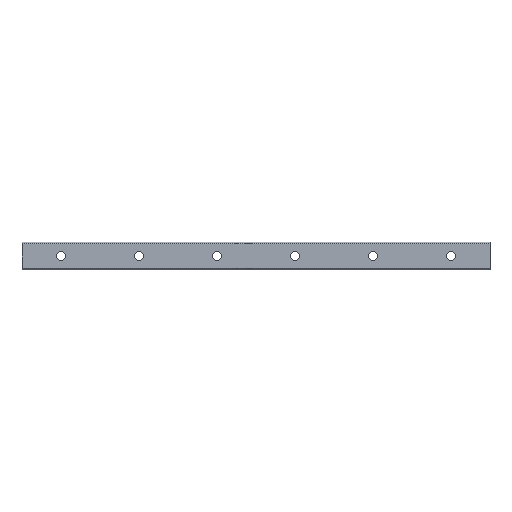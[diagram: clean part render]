
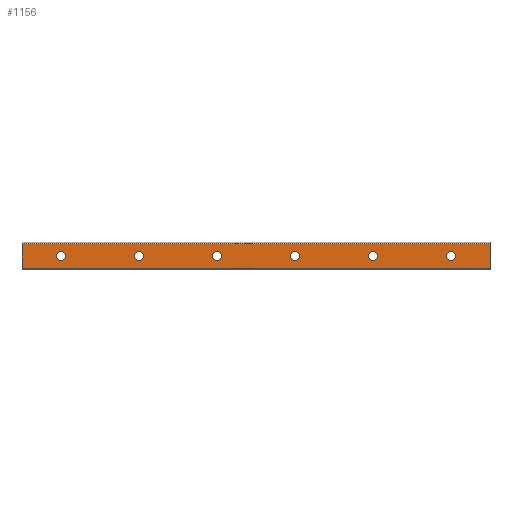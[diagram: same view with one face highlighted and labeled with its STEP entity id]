
A CAD part, front view. The second image highlights one B-rep face of the part: STEP entity #1156.
In plain terms, the highlighted planar face has unit normal (0, -1, 0).
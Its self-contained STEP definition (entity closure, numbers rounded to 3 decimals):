
#5 = VERTEX_POINT ( 'NONE', #260 ) ;
#16 = EDGE_CURVE ( 'NONE', #5, #1922, #841, .T. ) ;
#18 = LINE ( 'NONE', #314, #2208 ) ;
#38 = DIRECTION ( 'NONE',  ( 0., -1., 0. ) ) ;
#77 = EDGE_LOOP ( 'NONE', ( #1171, #1291 ) ) ;
#79 = CARTESIAN_POINT ( 'NONE',  ( -40., 0., 12.5 ) ) ;
#104 = CARTESIAN_POINT ( 'NONE',  ( 80., 0., 4.5 ) ) ;
#105 = VERTEX_POINT ( 'NONE', #1028 ) ;
#109 = ORIENTED_EDGE ( 'NONE', *, *, #1811, .F. ) ;
#122 = AXIS2_PLACEMENT_3D ( 'NONE', #1149, #292, #419 ) ;
#147 = LINE ( 'NONE', #969, #408 ) ;
#157 = DIRECTION ( 'NONE',  ( 0., 0., 1. ) ) ;
#162 = AXIS2_PLACEMENT_3D ( 'NONE', #409, #1232, #1409 ) ;
#167 = CARTESIAN_POINT ( 'NONE',  ( 240., 0., 4.5 ) ) ;
#181 = CARTESIAN_POINT ( 'NONE',  ( 400., 0., 0. ) ) ;
#191 = CARTESIAN_POINT ( 'NONE',  ( 440., 0., 12.5 ) ) ;
#193 = AXIS2_PLACEMENT_3D ( 'NONE', #181, #38, #1053 ) ;
#229 = VECTOR ( 'NONE', #1915, 1000. ) ;
#231 = CIRCLE ( 'NONE', #2171, 4.5 ) ;
#239 = AXIS2_PLACEMENT_3D ( 'NONE', #996, #824, #1157 ) ;
#246 = EDGE_CURVE ( 'NONE', #551, #2010, #1015, .T. ) ;
#260 = CARTESIAN_POINT ( 'NONE',  ( 320., 0., -4.5 ) ) ;
#283 = CARTESIAN_POINT ( 'NONE',  ( 320., 0., 0. ) ) ;
#292 = DIRECTION ( 'NONE',  ( 0., -1., 0. ) ) ;
#314 = CARTESIAN_POINT ( 'NONE',  ( 440., 0., 12.5 ) ) ;
#316 = ORIENTED_EDGE ( 'NONE', *, *, #1507, .F. ) ;
#331 = AXIS2_PLACEMENT_3D ( 'NONE', #1039, #1895, #884 ) ;
#343 = VERTEX_POINT ( 'NONE', #104 ) ;
#356 = VERTEX_POINT ( 'NONE', #1809 ) ;
#408 = VECTOR ( 'NONE', #682, 1000. ) ;
#409 = CARTESIAN_POINT ( 'NONE',  ( 80., 0., 0. ) ) ;
#419 = DIRECTION ( 'NONE',  ( 0., 0., 1. ) ) ;
#431 = ORIENTED_EDGE ( 'NONE', *, *, #2035, .F. ) ;
#439 = FACE_BOUND ( 'NONE', #1074, .T. ) ;
#443 = VERTEX_POINT ( 'NONE', #1133 ) ;
#444 = CIRCLE ( 'NONE', #162, 4.5 ) ;
#462 = DIRECTION ( 'NONE',  ( 1., 0., 0. ) ) ;
#512 = VERTEX_POINT ( 'NONE', #634 ) ;
#528 = CARTESIAN_POINT ( 'NONE',  ( -40., 0., -12.5 ) ) ;
#544 = LINE ( 'NONE', #1228, #229 ) ;
#551 = VERTEX_POINT ( 'NONE', #167 ) ;
#566 = DIRECTION ( 'NONE',  ( 0., 0., 1. ) ) ;
#587 = VERTEX_POINT ( 'NONE', #1369 ) ;
#588 = EDGE_CURVE ( 'NONE', #587, #105, #1605, .T. ) ;
#618 = FACE_BOUND ( 'NONE', #1614, .T. ) ;
#628 = CARTESIAN_POINT ( 'NONE',  ( 440., 0., 12.5 ) ) ;
#634 = CARTESIAN_POINT ( 'NONE',  ( 400., 0., 4.5 ) ) ;
#646 = DIRECTION ( 'NONE',  ( 0., -1., 0. ) ) ;
#648 = ORIENTED_EDGE ( 'NONE', *, *, #588, .F. ) ;
#673 = VERTEX_POINT ( 'NONE', #528 ) ;
#681 = EDGE_CURVE ( 'NONE', #2010, #551, #1206, .T. ) ;
#682 = DIRECTION ( 'NONE',  ( 0., 0., 1. ) ) ;
#691 = AXIS2_PLACEMENT_3D ( 'NONE', #283, #1622, #1261 ) ;
#707 = CARTESIAN_POINT ( 'NONE',  ( 240., 0., 0. ) ) ;
#720 = CARTESIAN_POINT ( 'NONE',  ( 160., 0., 0. ) ) ;
#729 = CIRCLE ( 'NONE', #691, 4.5 ) ;
#786 = CARTESIAN_POINT ( 'NONE',  ( 440., 0., -12.5 ) ) ;
#799 = CARTESIAN_POINT ( 'NONE',  ( 440., 0., 12.5 ) ) ;
#802 = DIRECTION ( 'NONE',  ( 0., -1., 0. ) ) ;
#822 = EDGE_CURVE ( 'NONE', #105, #587, #1246, .T. ) ;
#824 = DIRECTION ( 'NONE',  ( 0., -1., 0. ) ) ;
#841 = CIRCLE ( 'NONE', #1888, 4.5 ) ;
#848 = DIRECTION ( 'NONE',  ( 0., 0., 1. ) ) ;
#869 = AXIS2_PLACEMENT_3D ( 'NONE', #628, #1304, #1993 ) ;
#884 = DIRECTION ( 'NONE',  ( 0., 0., 1. ) ) ;
#932 = DIRECTION ( 'NONE',  ( 0., -1., 0. ) ) ;
#940 = ORIENTED_EDGE ( 'NONE', *, *, #1512, .F. ) ;
#969 = CARTESIAN_POINT ( 'NONE',  ( -40., 0., 12.5 ) ) ;
#996 = CARTESIAN_POINT ( 'NONE',  ( 0., 0., 0. ) ) ;
#1015 = CIRCLE ( 'NONE', #1850, 4.5 ) ;
#1028 = CARTESIAN_POINT ( 'NONE',  ( 0., 0., -4.5 ) ) ;
#1035 = DIRECTION ( 'NONE',  ( 0., -1., 0. ) ) ;
#1039 = CARTESIAN_POINT ( 'NONE',  ( 400., 0., 0. ) ) ;
#1053 = DIRECTION ( 'NONE',  ( 0., 0., 1. ) ) ;
#1059 = AXIS2_PLACEMENT_3D ( 'NONE', #1910, #1035, #1552 ) ;
#1071 = EDGE_CURVE ( 'NONE', #443, #1229, #1208, .T. ) ;
#1074 = EDGE_LOOP ( 'NONE', ( #109, #2048 ) ) ;
#1090 = CIRCLE ( 'NONE', #122, 4.5 ) ;
#1107 = FACE_BOUND ( 'NONE', #1387, .T. ) ;
#1132 = VERTEX_POINT ( 'NONE', #786 ) ;
#1133 = CARTESIAN_POINT ( 'NONE',  ( 160., 0., -4.5 ) ) ;
#1149 = CARTESIAN_POINT ( 'NONE',  ( 80., 0., 0. ) ) ;
#1156 = ADVANCED_FACE ( 'NONE', ( #1297, #1471, #2161, #1962, #1107, #439, #618 ), #1796, .F. ) ;
#1157 = DIRECTION ( 'NONE',  ( 0., 0., 1. ) ) ;
#1171 = ORIENTED_EDGE ( 'NONE', *, *, #1545, .F. ) ;
#1177 = VERTEX_POINT ( 'NONE', #1678 ) ;
#1206 = CIRCLE ( 'NONE', #1059, 4.5 ) ;
#1208 = CIRCLE ( 'NONE', #1894, 4.5 ) ;
#1210 = ORIENTED_EDGE ( 'NONE', *, *, #1906, .F. ) ;
#1228 = CARTESIAN_POINT ( 'NONE',  ( 440., 0., -12.5 ) ) ;
#1229 = VERTEX_POINT ( 'NONE', #1858 ) ;
#1232 = DIRECTION ( 'NONE',  ( 0., -1., 0. ) ) ;
#1246 = CIRCLE ( 'NONE', #239, 4.5 ) ;
#1261 = DIRECTION ( 'NONE',  ( 0., 0., 1. ) ) ;
#1271 = CIRCLE ( 'NONE', #331, 4.5 ) ;
#1280 = DIRECTION ( 'NONE',  ( 0., 0., 1. ) ) ;
#1291 = ORIENTED_EDGE ( 'NONE', *, *, #16, .F. ) ;
#1293 = EDGE_CURVE ( 'NONE', #673, #1797, #147, .T. ) ;
#1297 = FACE_OUTER_BOUND ( 'NONE', #1812, .T. ) ;
#1304 = DIRECTION ( 'NONE',  ( 0., 1., 0. ) ) ;
#1305 = ORIENTED_EDGE ( 'NONE', *, *, #1334, .F. ) ;
#1316 = VERTEX_POINT ( 'NONE', #191 ) ;
#1334 = EDGE_CURVE ( 'NONE', #1177, #512, #1271, .T. ) ;
#1359 = EDGE_CURVE ( 'NONE', #512, #1177, #1740, .T. ) ;
#1369 = CARTESIAN_POINT ( 'NONE',  ( 0., 0., 4.5 ) ) ;
#1386 = AXIS2_PLACEMENT_3D ( 'NONE', #2052, #802, #848 ) ;
#1387 = EDGE_LOOP ( 'NONE', ( #1447, #1782 ) ) ;
#1409 = DIRECTION ( 'NONE',  ( 0., 0., 1. ) ) ;
#1447 = ORIENTED_EDGE ( 'NONE', *, *, #246, .F. ) ;
#1463 = EDGE_CURVE ( 'NONE', #1132, #673, #544, .T. ) ;
#1471 = FACE_BOUND ( 'NONE', #2191, .T. ) ;
#1507 = EDGE_CURVE ( 'NONE', #1797, #1316, #1838, .T. ) ;
#1512 = EDGE_CURVE ( 'NONE', #343, #356, #1090, .T. ) ;
#1544 = CARTESIAN_POINT ( 'NONE',  ( 320., 0., 0. ) ) ;
#1545 = EDGE_CURVE ( 'NONE', #1922, #5, #729, .T. ) ;
#1552 = DIRECTION ( 'NONE',  ( 0., 0., 1. ) ) ;
#1586 = CARTESIAN_POINT ( 'NONE',  ( 240., 0., -4.5 ) ) ;
#1605 = CIRCLE ( 'NONE', #1386, 4.5 ) ;
#1614 = EDGE_LOOP ( 'NONE', ( #940, #431 ) ) ;
#1622 = DIRECTION ( 'NONE',  ( 0., -1., 0. ) ) ;
#1634 = ORIENTED_EDGE ( 'NONE', *, *, #1293, .F. ) ;
#1678 = CARTESIAN_POINT ( 'NONE',  ( 400., 0., -4.5 ) ) ;
#1740 = CIRCLE ( 'NONE', #193, 4.5 ) ;
#1782 = ORIENTED_EDGE ( 'NONE', *, *, #681, .F. ) ;
#1796 = PLANE ( 'NONE',  #869 ) ;
#1797 = VERTEX_POINT ( 'NONE', #79 ) ;
#1809 = CARTESIAN_POINT ( 'NONE',  ( 80., 0., -4.5 ) ) ;
#1811 = EDGE_CURVE ( 'NONE', #1229, #443, #231, .T. ) ;
#1812 = EDGE_LOOP ( 'NONE', ( #2001, #1210, #316, #1634 ) ) ;
#1824 = DIRECTION ( 'NONE',  ( 0., 0., 1. ) ) ;
#1838 = LINE ( 'NONE', #799, #1883 ) ;
#1842 = ORIENTED_EDGE ( 'NONE', *, *, #1359, .F. ) ;
#1850 = AXIS2_PLACEMENT_3D ( 'NONE', #707, #2105, #566 ) ;
#1858 = CARTESIAN_POINT ( 'NONE',  ( 160., 0., 4.5 ) ) ;
#1871 = DIRECTION ( 'NONE',  ( 0., 0., -1. ) ) ;
#1883 = VECTOR ( 'NONE', #462, 1000. ) ;
#1888 = AXIS2_PLACEMENT_3D ( 'NONE', #1544, #646, #157 ) ;
#1894 = AXIS2_PLACEMENT_3D ( 'NONE', #1917, #932, #1824 ) ;
#1895 = DIRECTION ( 'NONE',  ( 0., -1., 0. ) ) ;
#1906 = EDGE_CURVE ( 'NONE', #1316, #1132, #18, .T. ) ;
#1910 = CARTESIAN_POINT ( 'NONE',  ( 240., 0., 0. ) ) ;
#1915 = DIRECTION ( 'NONE',  ( -1., 0., 0. ) ) ;
#1917 = CARTESIAN_POINT ( 'NONE',  ( 160., 0., 0. ) ) ;
#1922 = VERTEX_POINT ( 'NONE', #2212 ) ;
#1962 = FACE_BOUND ( 'NONE', #77, .T. ) ;
#1993 = DIRECTION ( 'NONE',  ( 0., 0., 1. ) ) ;
#2001 = ORIENTED_EDGE ( 'NONE', *, *, #1463, .F. ) ;
#2008 = EDGE_LOOP ( 'NONE', ( #1842, #1305 ) ) ;
#2010 = VERTEX_POINT ( 'NONE', #1586 ) ;
#2025 = ORIENTED_EDGE ( 'NONE', *, *, #822, .F. ) ;
#2035 = EDGE_CURVE ( 'NONE', #356, #343, #444, .T. ) ;
#2048 = ORIENTED_EDGE ( 'NONE', *, *, #1071, .F. ) ;
#2052 = CARTESIAN_POINT ( 'NONE',  ( 0., 0., 0. ) ) ;
#2105 = DIRECTION ( 'NONE',  ( 0., -1., 0. ) ) ;
#2134 = DIRECTION ( 'NONE',  ( 0., -1., 0. ) ) ;
#2161 = FACE_BOUND ( 'NONE', #2008, .T. ) ;
#2171 = AXIS2_PLACEMENT_3D ( 'NONE', #720, #2134, #1280 ) ;
#2191 = EDGE_LOOP ( 'NONE', ( #648, #2025 ) ) ;
#2208 = VECTOR ( 'NONE', #1871, 1000. ) ;
#2212 = CARTESIAN_POINT ( 'NONE',  ( 320., 0., 4.5 ) ) ;
